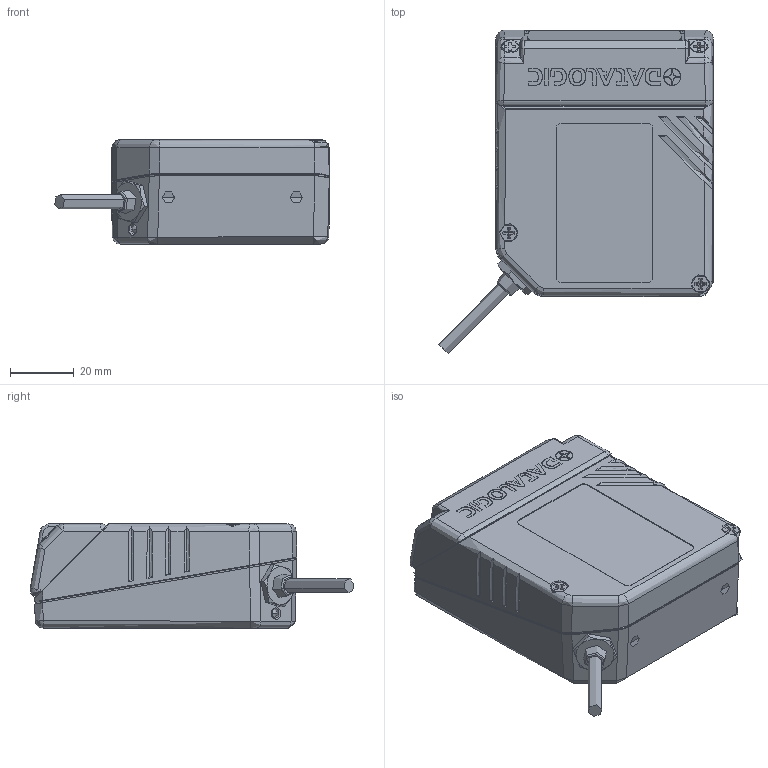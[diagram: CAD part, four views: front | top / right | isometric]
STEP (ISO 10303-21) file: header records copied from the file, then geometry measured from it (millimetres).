
FILE_DESCRIPTION((''),'2;1');
FILE_NAME('173756_ASM','2013-07-22T',('pdmadmin'),(''),'PRO/ENGINEER BY PARAMETRIC TECHNOLOGY CORPORATION, 2012300','PRO/ENGINEER BY PARAMETRIC TECHNOLOGY CORPORATION, 2012300','');
FILE_SCHEMA(('CONFIG_CONTROL_DESIGN'));
Products named in the file (78): MANIFOLD_SOLID_BREP-103937; MANIFOLD_SOLID_BREP-103381; MANIFOLD_SOLID_BREP-103337_AF0; MANIFOLD_SOLID_BREP-40367_AF0; MANIFOLD_SOLID_BREP-61777; MANIFOLD_SOLID_BREP-61263; MANIFOLD_SOLID_BREP-61099; MANIFOLD_SOLID_BREP-60591; MANIFOLD_SOLID_BREP-60083; MANIFOLD_SOLID_BREP-59575; MANIFOLD_SOLID_BREP-59067; MANIFOLD_SOLID_BREP-58559; MANIFOLD_SOLID_BREP-57837; MANIFOLD_SOLID_BREP-57309; MANIFOLD_SOLID_BREP-57097; MANIFOLD_SOLID_BREP-56809; MANIFOLD_SOLID_BREP-56405; MANIFOLD_SOLID_BREP-56001; MANIFOLD_SOLID_BREP-55597; MANIFOLD_SOLID_BREP-55309; MANIFOLD_SOLID_BREP-55193; MANIFOLD_SOLID_BREP-54665; MANIFOLD_SOLID_BREP-54261; MANIFOLD_SOLID_BREP-53857; MANIFOLD_SOLID_BREP-53501; MANIFOLD_SOLID_BREP-53097; MANIFOLD_SOLID_BREP-52761; MANIFOLD_SOLID_BREP-52453; MANIFOLD_SOLID_BREP-52145; MANIFOLD_SOLID_BREP-52029; MANIFOLD_SOLID_BREP-51865; MANIFOLD_SOLID_BREP-51653; MANIFOLD_SOLID_BREP-51125; MANIFOLD_SOLID_BREP-50817; MANIFOLD_SOLID_BREP-50605; MANIFOLD_SOLID_BREP-50441; MANIFOLD_SOLID_BREP-50105; MANIFOLD_SOLID_BREP-49709; MANIFOLD_SOLID_BREP-47835; MANIFOLD_SOLID_BREP-47499 ...
Assembly tree (77 placements, depth 2):
  173756_ASM
    MANIFOLD_SOLID_BREP-103937
    MANIFOLD_SOLID_BREP-103381
    MANIFOLD_SOLID_BREP-103337_AF0
    MANIFOLD_SOLID_BREP-40367_AF0
    MANIFOLD_SOLID_BREP-61777
    MANIFOLD_SOLID_BREP-61263
    MANIFOLD_SOLID_BREP-61099
    MANIFOLD_SOLID_BREP-60591
    MANIFOLD_SOLID_BREP-60083
    MANIFOLD_SOLID_BREP-59575
    MANIFOLD_SOLID_BREP-59067
    MANIFOLD_SOLID_BREP-58559
    MANIFOLD_SOLID_BREP-57837
    MANIFOLD_SOLID_BREP-57309
    MANIFOLD_SOLID_BREP-57097
    MANIFOLD_SOLID_BREP-56809
    MANIFOLD_SOLID_BREP-56405
    MANIFOLD_SOLID_BREP-56001
    MANIFOLD_SOLID_BREP-55597
    MANIFOLD_SOLID_BREP-55309
    MANIFOLD_SOLID_BREP-55193
    MANIFOLD_SOLID_BREP-54665
    MANIFOLD_SOLID_BREP-54261
    MANIFOLD_SOLID_BREP-53857
    MANIFOLD_SOLID_BREP-53501
    MANIFOLD_SOLID_BREP-53097
    MANIFOLD_SOLID_BREP-52761
    MANIFOLD_SOLID_BREP-52453
    MANIFOLD_SOLID_BREP-52145
    MANIFOLD_SOLID_BREP-52029
    MANIFOLD_SOLID_BREP-51865
    MANIFOLD_SOLID_BREP-51653
    MANIFOLD_SOLID_BREP-51125
    MANIFOLD_SOLID_BREP-50817
    MANIFOLD_SOLID_BREP-50605
    MANIFOLD_SOLID_BREP-50441
    MANIFOLD_SOLID_BREP-50105
    MANIFOLD_SOLID_BREP-49709
    MANIFOLD_SOLID_BREP-47835
    MANIFOLD_SOLID_BREP-47499
    MANIFOLD_SOLID_BREP-47263
    MANIFOLD_SOLID_BREP-46975
    MANIFOLD_SOLID_BREP-46639
    MANIFOLD_SOLID_BREP-46427
    MANIFOLD_SOLID_BREP-46091
    MANIFOLD_SOLID_BREP-45591
    MANIFOLD_SOLID_BREP-45187
    MANIFOLD_SOLID_BREP-44975
    MANIFOLD_SOLID_BREP-44763
    MANIFOLD_SOLID_BREP-44359
    MANIFOLD_SOLID_BREP-44147
    MANIFOLD_SOLID_BREP-43859
    MANIFOLD_SOLID_BREP-43455
    MANIFOLD_SOLID_BREP-43195
    MANIFOLD_SOLID_BREP-42791
    MANIFOLD_SOLID_BREP-42579
    MANIFOLD_SOLID_BREP-42363
    MANIFOLD_SOLID_BREP-42027
    MANIFOLD_SOLID_BREP-41623
Bounding box: 85.88 x 101.25 x 32.83 mm (x, y, z)
Volume: 49159.1 mm3; surface area: 49080.6 mm2
Topology: 57 solids, 121 shells, 4263 faces, 11500 edges, 7303 vertices
Faces by surface type: plane 2162, cylinder 687, extrusion 678, bspline 317, cone 223, torus 110, sphere 85, revolution 1
Entity records: 300039 total; most frequent: CARTESIAN_POINT 197357, ORIENTED_EDGE 22324, DIRECTION 18141, EDGE_CURVE 11366, VECTOR 7958, VERTEX_POINT 7299, LINE 7281, AXIS2_PLACEMENT_3D 5091
